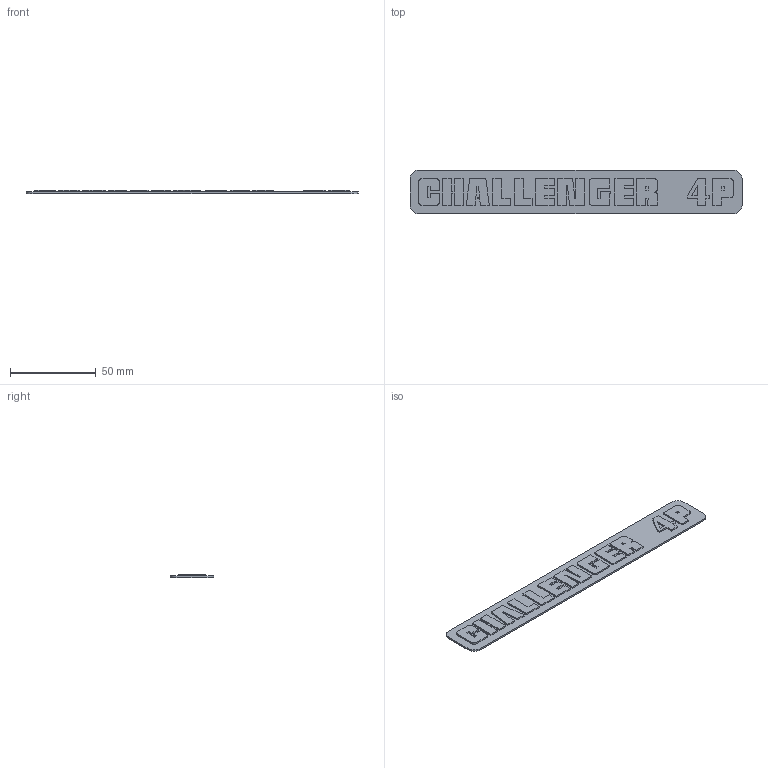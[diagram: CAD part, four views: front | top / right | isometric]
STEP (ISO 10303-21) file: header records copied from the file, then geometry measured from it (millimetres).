
FILE_DESCRIPTION(/* description */ (''),/* implementation_level */ '2;1');
FILE_NAME(/* name */ 'Case Logo.step',/* time_stamp */ '2023-02-22T17:53:15-05:00',/* author */ (''),/* organization */ (''),/* preprocessor_version */ 'ST-DEVELOPER v19.2',/* originating_system */ 'Autodesk Translation Framework v11.17.0.187',/* authorisation */ '');
FILE_SCHEMA (('AUTOMOTIVE_DESIGN { 1 0 10303 214 3 1 1 }'));
Length unit declared in the file: millimetre
Products named in the file (1): Case Logo
Bounding box: 193.83 x 25.61 x 1.9 mm (x, y, z)
Volume: 6595.1 mm3; surface area: 11106.1 mm2
Topology: 1 solids, 1 shells, 170 faces, 456 edges, 304 vertices
Faces by surface type: plane 155, cylinder 15
Entity records: 5263 total; most frequent: CARTESIAN_POINT 931, ORIENTED_EDGE 912, DIRECTION 828, EDGE_CURVE 456, LINE 426, VECTOR 426, VERTEX_POINT 304, AXIS2_PLACEMENT_3D 201
